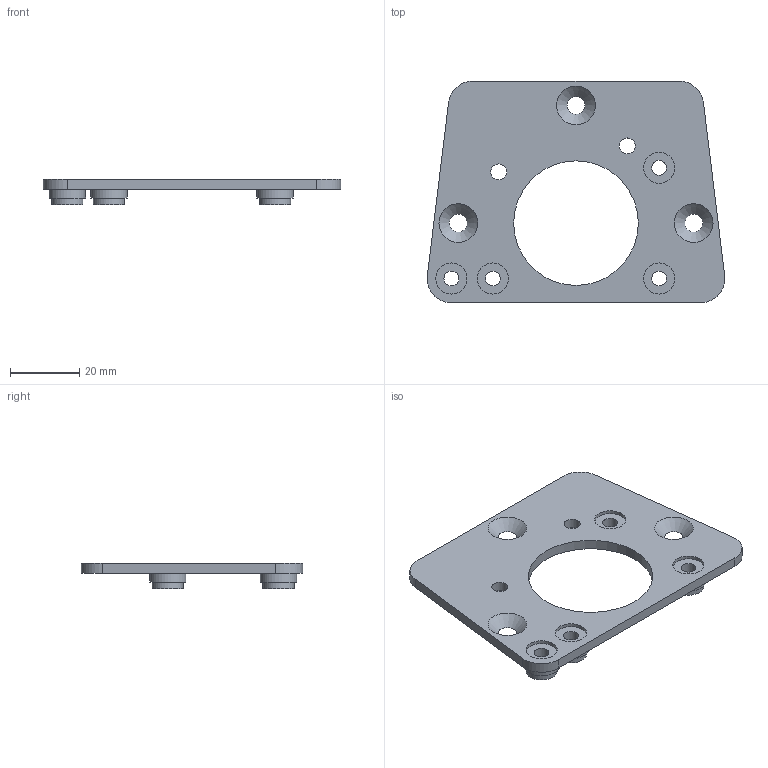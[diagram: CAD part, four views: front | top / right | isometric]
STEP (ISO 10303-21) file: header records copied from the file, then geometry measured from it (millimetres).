
FILE_DESCRIPTION(/* description */ (''),/* implementation_level */ '2;1');
FILE_NAME(/* name */ 'CSE_003327_DES_001.stp',/* time_stamp */ '2019-09-12T08:09:55+02:00',/* author */ (''),/* organization */ (''),/* preprocessor_version */ 'ST-DEVELOPER v16.7',/* originating_system */ 'SIEMENS PLM Software NX 12.0',/* authorisation */ '');
FILE_SCHEMA (('AUTOMOTIVE_DESIGN { 1 0 10303 214 3 1 1 1 }'));
Length unit declared in the file: millimetre
Products named in the file (1): CSE-003327_DES_001
Bounding box: 85.98 x 64 x 7.5 mm (x, y, z)
Volume: 12315.8 mm3; surface area: 10810.7 mm2
Topology: 5 solids, 5 shells, 52 faces, 102 edges, 68 vertices
Faces by surface type: cylinder 27, plane 22, cone 3
Full cylindrical faces by diameter (mm): 4.3 x4, 4.6 x2, 9 x12, 10.5 x4, 36 x1
Entity records: 1337 total; most frequent: DIRECTION 242, CARTESIAN_POINT 197, ORIENTED_EDGE 152, EDGE_LOOP 114, AXIS2_PLACEMENT_3D 113, FACE_BOUND 106, EDGE_CURVE 76, VERTEX_POINT 68
